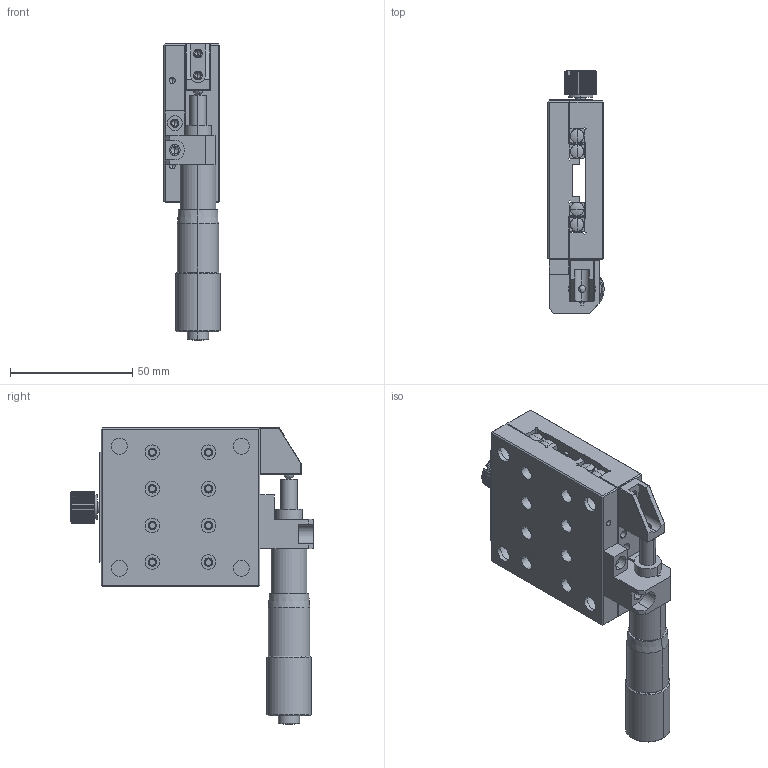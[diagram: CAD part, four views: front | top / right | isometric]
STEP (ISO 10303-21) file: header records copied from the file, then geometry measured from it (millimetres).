
FILE_DESCRIPTION (( 'STEP AP203' ), '1' );
FILE_NAME ('516315.STEP', '2025-07-08T07:07:21', ( '' ), ( '' ), 'SwSTEP 2.0', 'SolidWorks 2020', '' );
FILE_SCHEMA (( 'CONFIG_CONTROL_DESIGN' ));
Length unit declared in the file: millimetre
Products named in the file (1): 516315
Bounding box: 23.1 x 99.5 x 121.39 mm (x, y, z)
Volume: 102211.6 mm3; surface area: 53847.1 mm2
Topology: 15 solids, 15 shells, 1272 faces, 3425 edges, 2155 vertices
Faces by surface type: plane 562, cylinder 408, cone 277, torus 16, bspline 9
Entity records: 40082 total; most frequent: CARTESIAN_POINT 7869, DIRECTION 6764, ORIENTED_EDGE 6686, EDGE_CURVE 3343, AXIS2_PLACEMENT_3D 2428, VERTEX_POINT 2155, LINE 1908, VECTOR 1908
